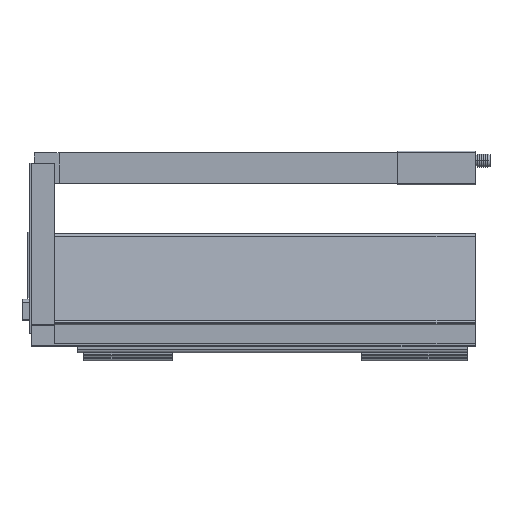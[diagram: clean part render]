
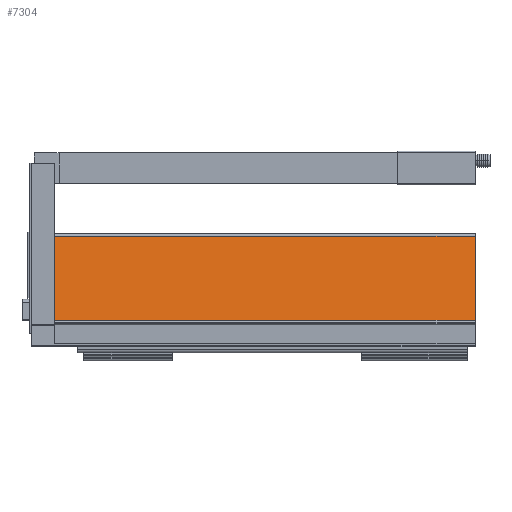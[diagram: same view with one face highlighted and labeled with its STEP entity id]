
A CAD part, top view. The second image highlights one B-rep face of the part: STEP entity #7304.
In plain terms, the highlighted planar face has unit normal (0, 0.139, 0.99).
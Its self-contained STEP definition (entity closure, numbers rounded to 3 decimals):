
#330 = ORIENTED_EDGE ( 'NONE', *, *, #484, .F. ) ;
#398 = EDGE_CURVE ( 'NONE', #8880, #3481, #1685, .T. ) ;
#402 = CARTESIAN_POINT ( 'NONE',  ( 0., 75.024, 25.028 ) ) ;
#484 = EDGE_CURVE ( 'NONE', #5606, #7619, #12496, .T. ) ;
#694 = EDGE_LOOP ( 'NONE', ( #330, #9476, #10485, #2318 ) ) ;
#1163 = LINE ( 'NONE', #7887, #3261 ) ;
#1361 = FACE_OUTER_BOUND ( 'NONE', #694, .T. ) ;
#1685 = LINE ( 'NONE', #402, #5186 ) ;
#2318 = ORIENTED_EDGE ( 'NONE', *, *, #3869, .F. ) ;
#2461 = DIRECTION ( 'NONE',  ( 0., 0.99, -0.139 ) ) ;
#2567 = LINE ( 'NONE', #4565, #6890 ) ;
#2848 = CARTESIAN_POINT ( 'NONE',  ( 0., 10.222, 34.135 ) ) ;
#3157 = PLANE ( 'NONE',  #8657 ) ;
#3261 = VECTOR ( 'NONE', #6848, 1000. ) ;
#3481 = VERTEX_POINT ( 'NONE', #2848 ) ;
#3869 = EDGE_CURVE ( 'NONE', #7619, #8880, #1163, .T. ) ;
#4319 = DIRECTION ( 'NONE',  ( 0., 0.139, 0.99 ) ) ;
#4565 = CARTESIAN_POINT ( 'NONE',  ( 0., 10.222, 34.135 ) ) ;
#5186 = VECTOR ( 'NONE', #7564, 1000. ) ;
#5296 = CARTESIAN_POINT ( 'NONE',  ( -343., 75.024, 25.028 ) ) ;
#5370 = CARTESIAN_POINT ( 'NONE',  ( 0., 75.024, 25.028 ) ) ;
#5606 = VERTEX_POINT ( 'NONE', #10067 ) ;
#6848 = DIRECTION ( 'NONE',  ( 1., 0., 0. ) ) ;
#6890 = VECTOR ( 'NONE', #10489, 1000. ) ;
#7304 = ADVANCED_FACE ( 'NONE', ( #1361 ), #3157, .T. ) ;
#7564 = DIRECTION ( 'NONE',  ( 0., -0.99, 0.139 ) ) ;
#7619 = VERTEX_POINT ( 'NONE', #7678 ) ;
#7678 = CARTESIAN_POINT ( 'NONE',  ( -323.5, 75.024, 25.028 ) ) ;
#7760 = VECTOR ( 'NONE', #2461, 1000. ) ;
#7887 = CARTESIAN_POINT ( 'NONE',  ( -343., 75.024, 25.028 ) ) ;
#8657 = AXIS2_PLACEMENT_3D ( 'NONE', #5296, #4319, #12161 ) ;
#8880 = VERTEX_POINT ( 'NONE', #5370 ) ;
#9476 = ORIENTED_EDGE ( 'NONE', *, *, #10839, .T. ) ;
#10067 = CARTESIAN_POINT ( 'NONE',  ( -323.5, 10.222, 34.135 ) ) ;
#10485 = ORIENTED_EDGE ( 'NONE', *, *, #398, .F. ) ;
#10489 = DIRECTION ( 'NONE',  ( 1., 0., 0. ) ) ;
#10839 = EDGE_CURVE ( 'NONE', #5606, #3481, #2567, .T. ) ;
#11342 = CARTESIAN_POINT ( 'NONE',  ( -323.5, 75.024, 25.028 ) ) ;
#12161 = DIRECTION ( 'NONE',  ( 0., -0.99, 0.139 ) ) ;
#12496 = LINE ( 'NONE', #11342, #7760 ) ;
